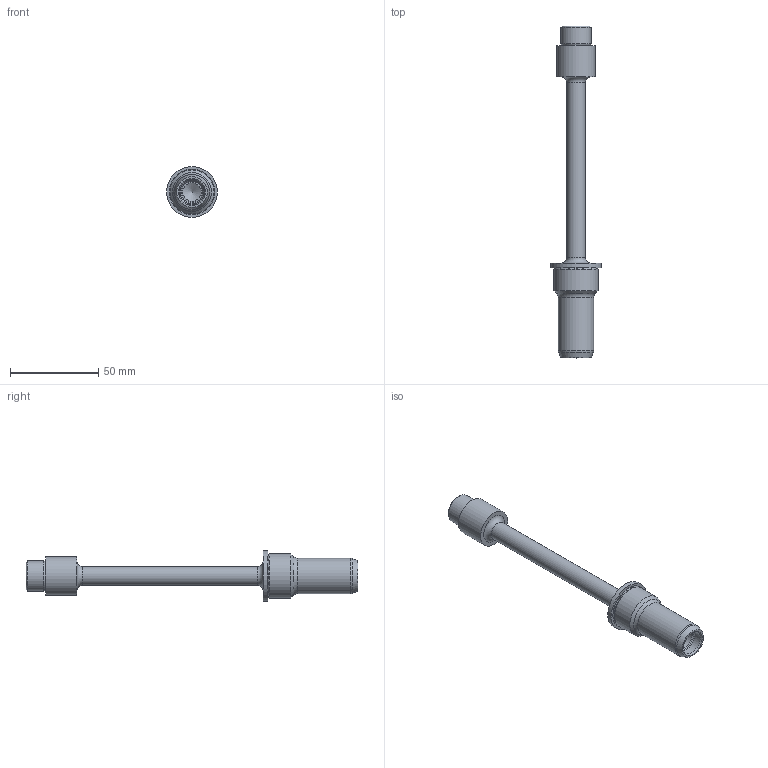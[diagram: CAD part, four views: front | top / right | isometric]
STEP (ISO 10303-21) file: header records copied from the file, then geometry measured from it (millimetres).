
FILE_DESCRIPTION(/* description */ (''),/* implementation_level */ '2;1');
FILE_NAME(/* name */ '2075-0243G.stp',/* time_stamp */ '2012-05-11T10:00:23-07:00',/* author */ (''),/* organization */ (''),/* preprocessor_version */ 'ST-DEVELOPER v11',/* originating_system */ 'SIEMENS PLM Software NX 7.5',/* authorisation */ '');
FILE_SCHEMA (('AUTOMOTIVE_DESIGN { 1 0 10303 214 1 1 1 1 }'));
Length unit declared in the file: inch
Products named in the file (1): eroyEE8Dv0dz
Bounding box: 28.7 x 187.96 x 28.7 mm (x, y, z)
Volume: 33117.2 mm3; surface area: 12574.9 mm2
Topology: 1 solids, 1 shells, 38 faces, 72 edges, 42 vertices
Faces by surface type: cylinder 11, cone 10, torus 9, plane 8
Full cylindrical faces by diameter (mm): 4.762 x1, 10.414 x1, 10.668 x1, 11.905 x1, 13.716 x1, 13.995 x1, 17.001 x1, 19.99 x1, 21.742 x1, 24.982 x1, 28.702 x1
Entity records: 798 total; most frequent: DIRECTION 154, CARTESIAN_POINT 116, AXIS2_PLACEMENT_3D 77, FACE_BOUND 76, EDGE_LOOP 74, ORIENTED_EDGE 74, VERTEX_POINT 39, ADVANCED_FACE 38
